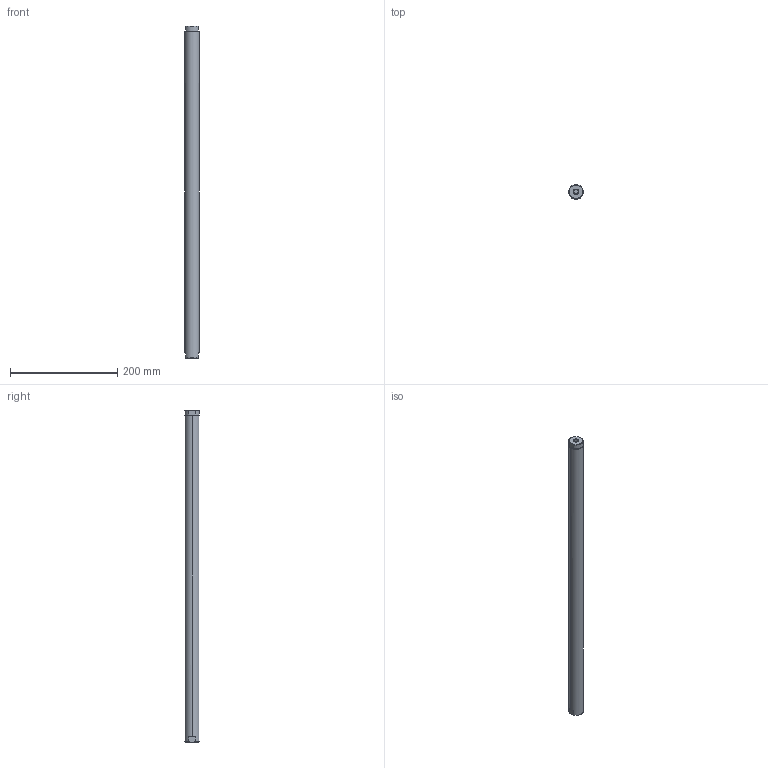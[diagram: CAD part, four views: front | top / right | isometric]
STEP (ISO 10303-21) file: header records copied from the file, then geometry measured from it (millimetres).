
FILE_DESCRIPTION (( 'STEP AP214' ), '1' );
FILE_NAME ('PL01-27x620!540.STEP', '2007-03-01T17:20:21', ( 'Ausderau' ), ( 'NTI AG' ), 'SwSTEP 2.0', 'SolidWorks 2005037', '' );
FILE_SCHEMA (( 'AUTOMOTIVE_DESIGN' ));
Length unit declared in the file: millimetre
Products named in the file (1): PL01-27x620!540
Bounding box: 27 x 26.9 x 620 mm (x, y, z)
Volume: 352530.1 mm3; surface area: 54555.3 mm2
Topology: 1 solids, 1 shells, 35 faces, 86 edges, 56 vertices
Faces by surface type: plane 17, cylinder 10, torus 4, cone 4
Entity records: 1155 total; most frequent: CARTESIAN_POINT 326, ORIENTED_EDGE 172, DIRECTION 166, EDGE_CURVE 86, AXIS2_PLACEMENT_3D 64, VERTEX_POINT 56, LINE 38, VECTOR 38
